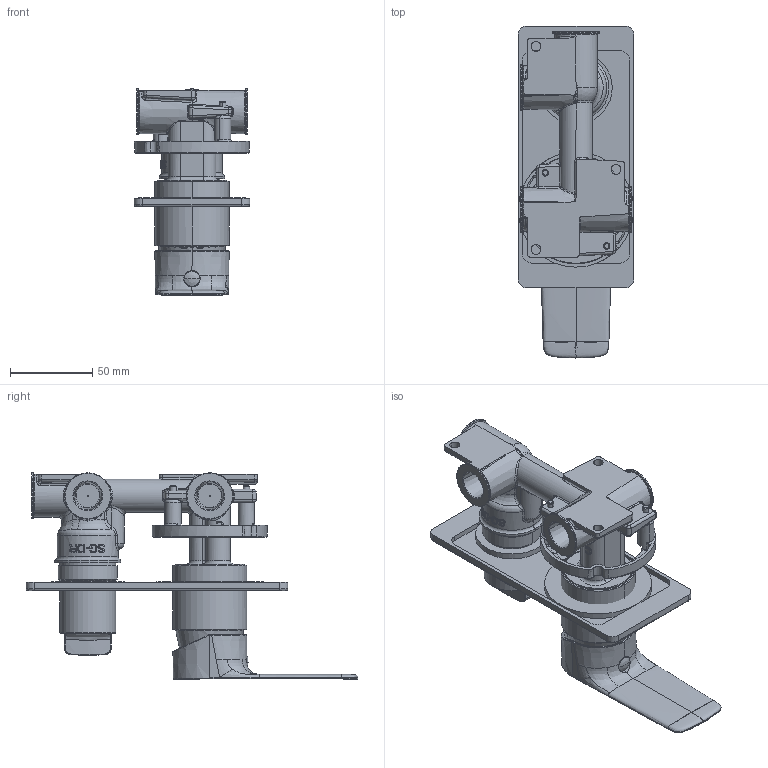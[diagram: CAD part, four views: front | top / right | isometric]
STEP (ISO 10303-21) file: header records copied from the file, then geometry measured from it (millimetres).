
FILE_DESCRIPTION((''),'2;1');
FILE_NAME('9L337600XX_ASM','2022-09-29T16:14:52',('yongjun.fang'),(''),'CREO PARAMETRIC BY PTC INC, 2019344','CREO PARAMETRIC BY PTC INC, 2019344','');
FILE_SCHEMA(('CONFIG_CONTROL_DESIGN'));
Products named in the file (28): 5A0054501NT6_1; 5D0M0161PL_1; 5D0M0256PL_1_1; 5D0M0256PL_1_2; 5D0M0256PL_1_ASM; 5L0C0412CP_1; 5X0C0001NT_1; 5L0P0506CP_1; 5T1012301NT0_1; 5L0101500PL0_1; 5T0F0023NT_1; 5L0167900CP0_1; 5C0102500CP0_1; 5C0102500CP0A0_ASM_1_ASM; 5L0168100PL0_1; 5T0F0149NT_1; 5Y0P0013PL_1; 9Q317000CP_ASM_1_ASM; 5L0177600CP0_1; 5L0177600CP0A0_ASM_1_ASM; 5C0102400CP0_1; 5C0102400CP0A0_ASM_1_ASM; 5L0P0036CP_1; 5R9017200PL0_1; 5R9018800PL0_1; 9L337400CP_ASM_1_ASM; 9L337600CP_ASM_1_ASM; 9L337600XX_ASM
Assembly tree (32 placements, depth 5):
  9L337600XX_ASM
    9L337600CP_ASM_1_ASM
      9Q317000CP_ASM_1_ASM
        5A0054501NT6_1
        5D0M0161PL_1
        5D0M0256PL_1_ASM
          5D0M0256PL_1_1
          5D0M0256PL_1_2
        5L0C0412CP_1
        5X0C0001NT_1
        5L0P0506CP_1
        5T1012301NT0_1
        5L0101500PL0_1
        5T0F0023NT_1  x2
        5L0167900CP0_1
        5C0102500CP0A0_ASM_1_ASM
          5C0102500CP0_1
        5L0168100PL0_1
        5T0F0149NT_1
        5Y0P0013PL_1  x4
      9L337400CP_ASM_1_ASM
        5L0177600CP0A0_ASM_1_ASM
          5L0177600CP0_1
        5C0102400CP0A0_ASM_1_ASM
          5C0102400CP0_1
        5T0F0149NT_1
        5L0P0036CP_1
        5R9017200PL0_1
        5R9018800PL0_1
Bounding box: 70 x 201.5 x 125.35 mm (x, y, z)
Volume: 231830.1 mm3; surface area: 167000.2 mm2
Topology: 25 solids, 25 shells, 4152 faces, 11092 edges, 6966 vertices
Faces by surface type: plane 1418, bspline 1012, cylinder 858, torus 317, cone 228, extrusion 194, sphere 125
Entity records: 173246 total; most frequent: CARTESIAN_POINT 84519, ORIENTED_EDGE 20532, DIRECTION 15336, EDGE_CURVE 10266, VERTEX_POINT 6543, AXIS2_PLACEMENT_3D 5415, VECTOR 4506, LINE 4312
